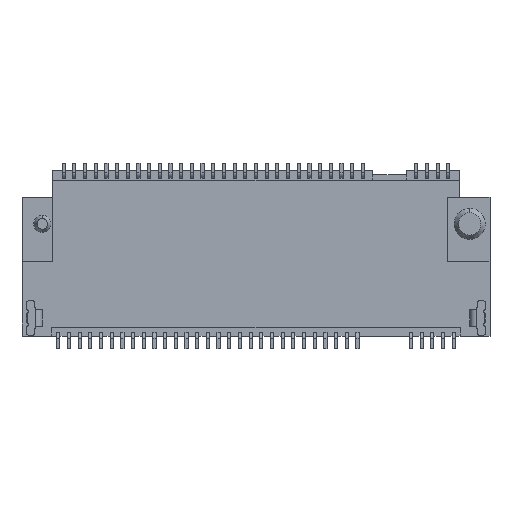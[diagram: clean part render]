
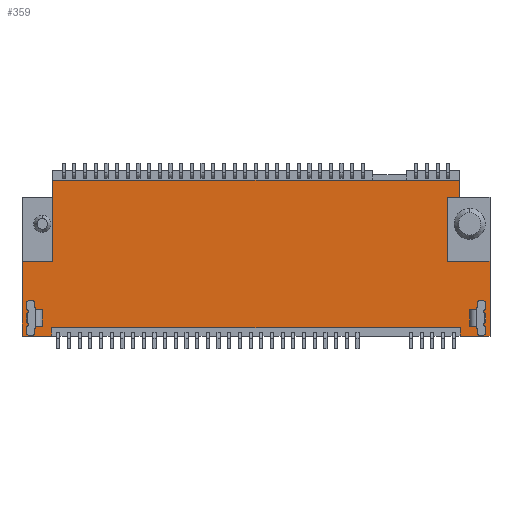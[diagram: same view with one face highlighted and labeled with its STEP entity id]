
A CAD part, front view. The second image highlights one B-rep face of the part: STEP entity #359.
In plain terms, the highlighted planar face has unit normal (0, -1, 0).
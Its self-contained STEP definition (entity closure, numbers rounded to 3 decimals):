
#359=ADVANCED_FACE('',(#2262,#2263,#2264),#2265,.T.);
#2262=FACE_OUTER_BOUND('',#5506,.T.);
#2263=FACE_BOUND('',#5507,.T.);
#2264=FACE_BOUND('',#5508,.T.);
#2265=PLANE('',#5509);
#5506=EDGE_LOOP('',(#11171,#11172,#11173,#11174,#11175,#11176,#11177,#11178,#11179,#11180,#11181,#11182,#11183,#11184,#11185));
#5507=EDGE_LOOP('',(#11186,#11187,#11188,#11189));
#5508=EDGE_LOOP('',(#11190,#11191,#11192,#11193));
#5509=AXIS2_PLACEMENT_3D('',#11194,#11195,#11196);
#11171=ORIENTED_EDGE('',*,*,#22517,.F.);
#11172=ORIENTED_EDGE('',*,*,#21825,.T.);
#11173=ORIENTED_EDGE('',*,*,#22518,.F.);
#11174=ORIENTED_EDGE('',*,*,#22519,.T.);
#11175=ORIENTED_EDGE('',*,*,#22520,.F.);
#11176=ORIENTED_EDGE('',*,*,#22521,.F.);
#11177=ORIENTED_EDGE('',*,*,#22522,.F.);
#11178=ORIENTED_EDGE('',*,*,#22523,.F.);
#11179=ORIENTED_EDGE('',*,*,#22524,.T.);
#11180=ORIENTED_EDGE('',*,*,#22525,.F.);
#11181=ORIENTED_EDGE('',*,*,#22526,.F.);
#11182=ORIENTED_EDGE('',*,*,#21211,.T.);
#11183=ORIENTED_EDGE('',*,*,#21812,.T.);
#11184=ORIENTED_EDGE('',*,*,#22516,.T.);
#11185=ORIENTED_EDGE('',*,*,#22527,.F.);
#11186=ORIENTED_EDGE('',*,*,#22528,.T.);
#11187=ORIENTED_EDGE('',*,*,#22529,.F.);
#11188=ORIENTED_EDGE('',*,*,#22530,.T.);
#11189=ORIENTED_EDGE('',*,*,#22531,.T.);
#11190=ORIENTED_EDGE('',*,*,#22532,.F.);
#11191=ORIENTED_EDGE('',*,*,#22533,.F.);
#11192=ORIENTED_EDGE('',*,*,#22534,.F.);
#11193=ORIENTED_EDGE('',*,*,#22535,.T.);
#11194=CARTESIAN_POINT('',(-10.95,-1.385,0.0));
#11195=DIRECTION('',(0.0,-1.0,0.0));
#11196=DIRECTION('',(0.0,0.0,-1.0));
#21211=EDGE_CURVE('',#25554,#25552,#25555,.T.);
#21812=EDGE_CURVE('',#25552,#26720,#26722,.T.);
#21825=EDGE_CURVE('',#26746,#26744,#26747,.T.);
#22516=EDGE_CURVE('',#26720,#27852,#27854,.T.);
#22517=EDGE_CURVE('',#26746,#27855,#27856,.T.);
#22518=EDGE_CURVE('',#27857,#26744,#27858,.T.);
#22519=EDGE_CURVE('',#27857,#27859,#27860,.T.);
#22520=EDGE_CURVE('',#27861,#27859,#27862,.T.);
#22521=EDGE_CURVE('',#27863,#27861,#27864,.T.);
#22522=EDGE_CURVE('',#27865,#27863,#27866,.T.);
#22523=EDGE_CURVE('',#27867,#27865,#27868,.T.);
#22524=EDGE_CURVE('',#27867,#27869,#27870,.T.);
#22525=EDGE_CURVE('',#27871,#27869,#27872,.T.);
#22526=EDGE_CURVE('',#25554,#27871,#27873,.T.);
#22527=EDGE_CURVE('',#27855,#27852,#27874,.T.);
#22528=EDGE_CURVE('',#27875,#27876,#27877,.T.);
#22529=EDGE_CURVE('',#27878,#27876,#27879,.T.);
#22530=EDGE_CURVE('',#27878,#27880,#27881,.T.);
#22531=EDGE_CURVE('',#27880,#27875,#27882,.T.);
#22532=EDGE_CURVE('',#27883,#27884,#27885,.T.);
#22533=EDGE_CURVE('',#27886,#27883,#27887,.T.);
#22534=EDGE_CURVE('',#27888,#27886,#27889,.T.);
#22535=EDGE_CURVE('',#27888,#27884,#27890,.T.);
#25552=VERTEX_POINT('',#32762);
#25554=VERTEX_POINT('',#32765);
#25555=LINE('',#32766,#32767);
#26720=VERTEX_POINT('',#34524);
#26722=LINE('',#34527,#34528);
#26744=VERTEX_POINT('',#34561);
#26746=VERTEX_POINT('',#34564);
#26747=LINE('',#34565,#34566);
#27852=VERTEX_POINT('',#36224);
#27854=LINE('',#36227,#36228);
#27855=VERTEX_POINT('',#36229);
#27856=LINE('',#36230,#36231);
#27857=VERTEX_POINT('',#36232);
#27858=LINE('',#36233,#36234);
#27859=VERTEX_POINT('',#36235);
#27860=LINE('',#36236,#36237);
#27861=VERTEX_POINT('',#36238);
#27862=LINE('',#36239,#36240);
#27863=VERTEX_POINT('',#36241);
#27864=LINE('',#36242,#36243);
#27865=VERTEX_POINT('',#36244);
#27866=LINE('',#36245,#36246);
#27867=VERTEX_POINT('',#36247);
#27868=LINE('',#36248,#36249);
#27869=VERTEX_POINT('',#36250);
#27870=LINE('',#36251,#36252);
#27871=VERTEX_POINT('',#36253);
#27872=LINE('',#36254,#36255);
#27873=LINE('',#36256,#36257);
#27874=LINE('',#36258,#36259);
#27875=VERTEX_POINT('',#36260);
#27876=VERTEX_POINT('',#36261);
#27877=LINE('',#36262,#36263);
#27878=VERTEX_POINT('',#36264);
#27879=LINE('',#36265,#36266);
#27880=VERTEX_POINT('',#36267);
#27881=LINE('',#36268,#36269);
#27882=LINE('',#36270,#36271);
#27883=VERTEX_POINT('',#36272);
#27884=VERTEX_POINT('',#36273);
#27885=LINE('',#36274,#36275);
#27886=VERTEX_POINT('',#36276);
#27887=LINE('',#36277,#36278);
#27888=VERTEX_POINT('',#36279);
#27889=LINE('',#36280,#36281);
#27890=LINE('',#36282,#36283);
#32762=CARTESIAN_POINT('',(-10.95,-1.385,-7.75));
#32765=CARTESIAN_POINT('',(-10.95,-1.385,-4.25));
#32766=CARTESIAN_POINT('',(-10.95,-1.385,-4.25));
#32767=VECTOR('',#43323,3.5);
#34524=CARTESIAN_POINT('',(-9.55,-1.385,-7.75));
#34527=CARTESIAN_POINT('',(-10.95,-1.385,-7.75));
#34528=VECTOR('',#43958,1.4);
#34561=CARTESIAN_POINT('',(10.95,-1.385,-7.75));
#34564=CARTESIAN_POINT('',(9.55,-1.385,-7.75));
#34565=CARTESIAN_POINT('',(9.55,-1.385,-7.75));
#34566=VECTOR('',#43971,1.4);
#36224=CARTESIAN_POINT('',(-9.55,-1.385,-7.35));
#36227=CARTESIAN_POINT('',(-9.55,-1.385,-7.75));
#36228=VECTOR('',#44934,0.4);
#36229=CARTESIAN_POINT('',(9.55,-1.385,-7.35));
#36230=CARTESIAN_POINT('',(9.55,-1.385,-7.75));
#36231=VECTOR('',#44935,0.4);
#36232=CARTESIAN_POINT('',(10.95,-1.385,-4.25));
#36233=CARTESIAN_POINT('',(10.95,-1.385,-4.25));
#36234=VECTOR('',#44936,3.5);
#36235=CARTESIAN_POINT('',(8.95,-1.385,-4.25));
#36236=CARTESIAN_POINT('',(10.95,-1.385,-4.25));
#36237=VECTOR('',#44937,2.0);
#36238=CARTESIAN_POINT('',(8.95,-1.385,-1.25));
#36239=CARTESIAN_POINT('',(8.95,-1.385,-1.25));
#36240=VECTOR('',#44938,3.0);
#36241=CARTESIAN_POINT('',(9.5,-1.385,-1.25));
#36242=CARTESIAN_POINT('',(9.5,-1.385,-1.25));
#36243=VECTOR('',#44939,0.55);
#36244=CARTESIAN_POINT('',(9.5,-1.385,-0.45));
#36245=CARTESIAN_POINT('',(9.5,-1.385,-0.45));
#36246=VECTOR('',#44940,0.8);
#36247=CARTESIAN_POINT('',(-9.5,-1.385,-0.45));
#36248=CARTESIAN_POINT('',(-9.5,-1.385,-0.45));
#36249=VECTOR('',#44941,19.0);
#36250=CARTESIAN_POINT('',(-9.5,-1.385,-1.25));
#36251=CARTESIAN_POINT('',(-9.5,-1.385,-0.45));
#36252=VECTOR('',#44942,0.8);
#36253=CARTESIAN_POINT('',(-9.5,-1.385,-4.25));
#36254=CARTESIAN_POINT('',(-9.5,-1.385,-4.25));
#36255=VECTOR('',#44943,3.0);
#36256=CARTESIAN_POINT('',(-10.95,-1.385,-4.25));
#36257=VECTOR('',#44944,1.45);
#36258=CARTESIAN_POINT('',(9.55,-1.385,-7.35));
#36259=VECTOR('',#44945,19.1);
#36260=CARTESIAN_POINT('',(10.0,-1.385,-6.52));
#36261=CARTESIAN_POINT('',(10.2,-1.385,-6.52));
#36262=CARTESIAN_POINT('',(10.0,-1.385,-6.52));
#36263=VECTOR('',#44946,0.2);
#36264=CARTESIAN_POINT('',(10.2,-1.385,-7.28));
#36265=CARTESIAN_POINT('',(10.2,-1.385,-7.28));
#36266=VECTOR('',#44947,0.76);
#36267=CARTESIAN_POINT('',(10.0,-1.385,-7.28));
#36268=CARTESIAN_POINT('',(10.2,-1.385,-7.28));
#36269=VECTOR('',#44948,0.2);
#36270=CARTESIAN_POINT('',(10.0,-1.385,-7.28));
#36271=VECTOR('',#44949,0.76);
#36272=CARTESIAN_POINT('',(-10.0,-1.385,-6.52));
#36273=CARTESIAN_POINT('',(-10.2,-1.385,-6.52));
#36274=CARTESIAN_POINT('',(-10.0,-1.385,-6.52));
#36275=VECTOR('',#44950,0.2);
#36276=CARTESIAN_POINT('',(-10.0,-1.385,-7.28));
#36277=CARTESIAN_POINT('',(-10.0,-1.385,-7.28));
#36278=VECTOR('',#44951,0.76);
#36279=CARTESIAN_POINT('',(-10.2,-1.385,-7.28));
#36280=CARTESIAN_POINT('',(-10.2,-1.385,-7.28));
#36281=VECTOR('',#44952,0.2);
#36282=CARTESIAN_POINT('',(-10.2,-1.385,-7.28));
#36283=VECTOR('',#44953,0.76);
#43323=DIRECTION('',(0.0,0.0,-1.0));
#43958=DIRECTION('',(1.0,0.0,0.0));
#43971=DIRECTION('',(1.0,0.0,0.0));
#44934=DIRECTION('',(0.0,0.0,1.0));
#44935=DIRECTION('',(0.0,0.0,1.0));
#44936=DIRECTION('',(0.0,0.0,-1.0));
#44937=DIRECTION('',(-1.0,0.0,0.0));
#44938=DIRECTION('',(0.0,0.0,-1.0));
#44939=DIRECTION('',(-1.0,0.0,0.0));
#44940=DIRECTION('',(0.0,0.0,-1.0));
#44941=DIRECTION('',(1.0,0.0,0.0));
#44942=DIRECTION('',(0.0,0.0,-1.0));
#44943=DIRECTION('',(0.0,0.0,1.0));
#44944=DIRECTION('',(1.0,0.0,0.0));
#44945=DIRECTION('',(-1.0,0.0,0.0));
#44946=DIRECTION('',(1.0,0.0,0.0));
#44947=DIRECTION('',(0.0,0.0,1.0));
#44948=DIRECTION('',(-1.0,0.0,0.0));
#44949=DIRECTION('',(0.0,0.0,1.0));
#44950=DIRECTION('',(-1.0,0.0,0.0));
#44951=DIRECTION('',(0.0,0.0,1.0));
#44952=DIRECTION('',(1.0,0.0,0.0));
#44953=DIRECTION('',(0.0,0.0,1.0));
